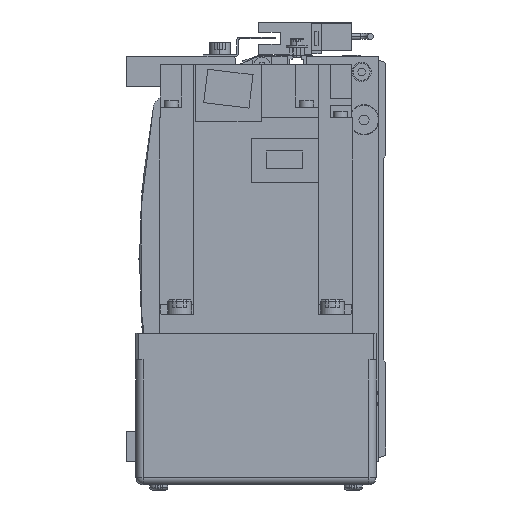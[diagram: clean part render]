
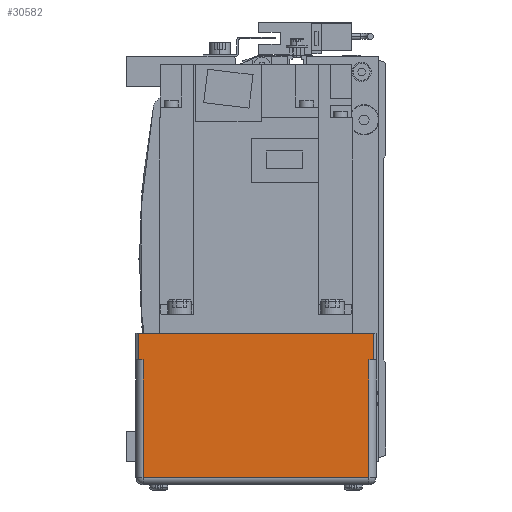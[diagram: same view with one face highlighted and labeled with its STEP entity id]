
A CAD part, left-side view. The second image highlights one B-rep face of the part: STEP entity #30582.
In plain terms, the highlighted planar face has unit normal (-1, 0, 0).
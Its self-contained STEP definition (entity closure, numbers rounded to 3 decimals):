
#39 = ORIENTED_EDGE ( 'NONE', *, *, #14580, .T. ) ;
#1486 = VERTEX_POINT ( 'NONE', #41844 ) ;
#1977 = LINE ( 'NONE', #8816, #6048 ) ;
#2026 = DIRECTION ( 'NONE',  ( 0., -1., 0. ) ) ;
#2215 = DIRECTION ( 'NONE',  ( 0., 0., 1. ) ) ;
#3062 = VECTOR ( 'NONE', #22634, 1000. ) ;
#3162 = CARTESIAN_POINT ( 'NONE',  ( -189.5, 103., -42. ) ) ;
#3302 = EDGE_CURVE ( 'NONE', #4560, #9708, #13361, .T. ) ;
#4079 = VERTEX_POINT ( 'NONE', #32890 ) ;
#4560 = VERTEX_POINT ( 'NONE', #37108 ) ;
#5541 = EDGE_CURVE ( 'NONE', #4079, #9826, #28991, .T. ) ;
#5560 = VECTOR ( 'NONE', #16775, 1000. ) ;
#6048 = VECTOR ( 'NONE', #31509, 1000. ) ;
#6103 = VECTOR ( 'NONE', #2026, 1000. ) ;
#6787 = CARTESIAN_POINT ( 'NONE',  ( -189.5, 103., -42. ) ) ;
#6816 = VERTEX_POINT ( 'NONE', #13790 ) ;
#6958 = ORIENTED_EDGE ( 'NONE', *, *, #3302, .T. ) ;
#8222 = ORIENTED_EDGE ( 'NONE', *, *, #27118, .T. ) ;
#8816 = CARTESIAN_POINT ( 'NONE',  ( -189.5, 7., -91. ) ) ;
#9635 = ORIENTED_EDGE ( 'NONE', *, *, #30907, .T. ) ;
#9644 = FACE_OUTER_BOUND ( 'NONE', #11656, .T. ) ;
#9708 = VERTEX_POINT ( 'NONE', #42267 ) ;
#9732 = EDGE_CURVE ( 'NONE', #1486, #4079, #16285, .T. ) ;
#9826 = VERTEX_POINT ( 'NONE', #20348 ) ;
#10858 = VECTOR ( 'NONE', #18242, 1000. ) ;
#11648 = CARTESIAN_POINT ( 'NONE',  ( -189.5, 103., -31. ) ) ;
#11656 = EDGE_LOOP ( 'NONE', ( #20157, #12835, #6958, #9635, #39, #38240, #33968, #8222 ) ) ;
#12835 = ORIENTED_EDGE ( 'NONE', *, *, #15482, .T. ) ;
#12844 = CARTESIAN_POINT ( 'NONE',  ( -189.5, 103., -42. ) ) ;
#12997 = EDGE_CURVE ( 'NONE', #6816, #25149, #21288, .T. ) ;
#13006 = LINE ( 'NONE', #3162, #27837 ) ;
#13157 = CARTESIAN_POINT ( 'NONE',  ( -189.5, 101., -42. ) ) ;
#13361 = LINE ( 'NONE', #16356, #5560 ) ;
#13790 = CARTESIAN_POINT ( 'NONE',  ( -189.5, 101., -91. ) ) ;
#14580 = EDGE_CURVE ( 'NONE', #41887, #9826, #21674, .T. ) ;
#15482 = EDGE_CURVE ( 'NONE', #6816, #4560, #1977, .T. ) ;
#16285 = LINE ( 'NONE', #23139, #20326 ) ;
#16356 = CARTESIAN_POINT ( 'NONE',  ( -189.5, 7., -94. ) ) ;
#16775 = DIRECTION ( 'NONE',  ( 0., 0., 1. ) ) ;
#18242 = DIRECTION ( 'NONE',  ( 0., 0., 1. ) ) ;
#20157 = ORIENTED_EDGE ( 'NONE', *, *, #12997, .F. ) ;
#20263 = LINE ( 'NONE', #6787, #3062 ) ;
#20326 = VECTOR ( 'NONE', #28932, 1000. ) ;
#20348 = CARTESIAN_POINT ( 'NONE',  ( -189.5, 5., -31. ) ) ;
#21288 = LINE ( 'NONE', #31553, #41006 ) ;
#21674 = LINE ( 'NONE', #34551, #10858 ) ;
#22634 = DIRECTION ( 'NONE',  ( 0., -1., 0. ) ) ;
#23139 = CARTESIAN_POINT ( 'NONE',  ( -189.5, 103., -42. ) ) ;
#25149 = VERTEX_POINT ( 'NONE', #13157 ) ;
#27118 = EDGE_CURVE ( 'NONE', #1486, #25149, #20263, .T. ) ;
#27837 = VECTOR ( 'NONE', #35327, 1000. ) ;
#28932 = DIRECTION ( 'NONE',  ( 0., 0., 1. ) ) ;
#28991 = LINE ( 'NONE', #11648, #6103 ) ;
#30582 = ADVANCED_FACE ( 'NONE', ( #9644 ), #42252, .T. ) ;
#30907 = EDGE_CURVE ( 'NONE', #9708, #41887, #13006, .T. ) ;
#31509 = DIRECTION ( 'NONE',  ( 0., -1., 0. ) ) ;
#31553 = CARTESIAN_POINT ( 'NONE',  ( -189.5, 101., -94. ) ) ;
#32890 = CARTESIAN_POINT ( 'NONE',  ( -189.5, 103., -31. ) ) ;
#33968 = ORIENTED_EDGE ( 'NONE', *, *, #9732, .F. ) ;
#34104 = AXIS2_PLACEMENT_3D ( 'NONE', #12844, #39031, #35592 ) ;
#34551 = CARTESIAN_POINT ( 'NONE',  ( -189.5, 5., -42. ) ) ;
#35327 = DIRECTION ( 'NONE',  ( 0., -1., 0. ) ) ;
#35592 = DIRECTION ( 'NONE',  ( 0., 0., 1. ) ) ;
#37108 = CARTESIAN_POINT ( 'NONE',  ( -189.5, 7., -91. ) ) ;
#38240 = ORIENTED_EDGE ( 'NONE', *, *, #5541, .F. ) ;
#39031 = DIRECTION ( 'NONE',  ( -1., 0., 0. ) ) ;
#41006 = VECTOR ( 'NONE', #2215, 1000. ) ;
#41844 = CARTESIAN_POINT ( 'NONE',  ( -189.5, 103., -42. ) ) ;
#41887 = VERTEX_POINT ( 'NONE', #41903 ) ;
#41903 = CARTESIAN_POINT ( 'NONE',  ( -189.5, 5., -42. ) ) ;
#42252 = PLANE ( 'NONE',  #34104 ) ;
#42267 = CARTESIAN_POINT ( 'NONE',  ( -189.5, 7., -42. ) ) ;
